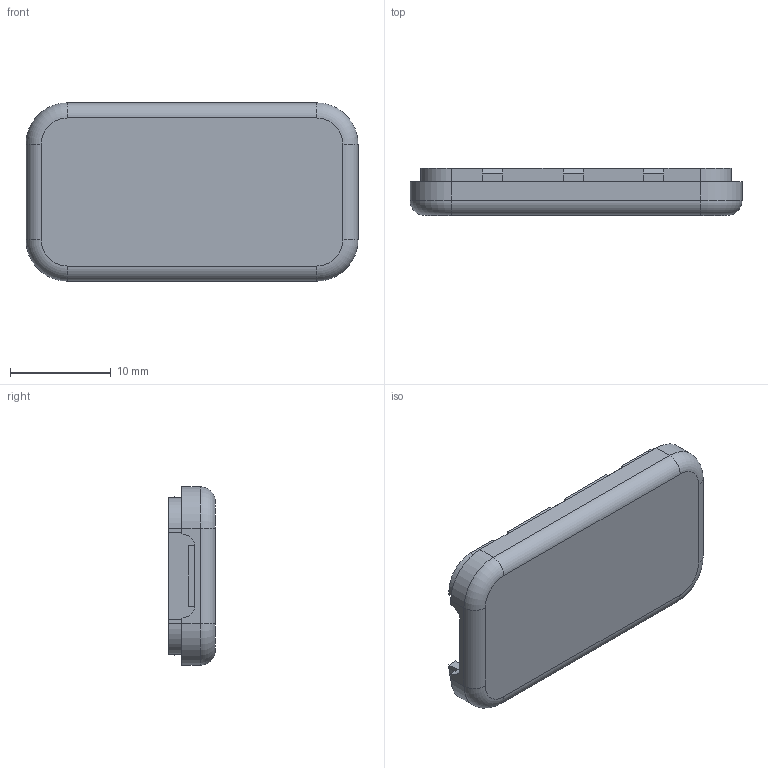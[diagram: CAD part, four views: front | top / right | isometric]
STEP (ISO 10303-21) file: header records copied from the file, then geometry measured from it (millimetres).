
FILE_DESCRIPTION(/* description */ (''),/* implementation_level */ '2;1');
FILE_NAME(/* name */ '2022-08-22 case production bottom.step',/* time_stamp */ '2022-08-22T15:38:41+02:00',/* author */ (''),/* organization */ (''),/* preprocessor_version */ 'ST-DEVELOPER v19',/* originating_system */ 'Autodesk Translation Framework v11.7.0.108',/* authorisation */ '');
FILE_SCHEMA (('AUTOMOTIVE_DESIGN { 1 0 10303 214 3 1 1 }'));
Length unit declared in the file: millimetre
Products named in the file (1): bottom
Bounding box: 32.95 x 4.65 x 17.7 mm (x, y, z)
Volume: 1138.7 mm3; surface area: 1804 mm2
Topology: 1 solids, 1 shells, 165 faces, 447 edges, 284 vertices
Faces by surface type: plane 114, cylinder 38, torus 8, bspline 5
Entity records: 5636 total; most frequent: CARTESIAN_POINT 1445, ORIENTED_EDGE 894, DIRECTION 835, EDGE_CURVE 447, LINE 349, VECTOR 349, VERTEX_POINT 284, AXIS2_PLACEMENT_3D 243
